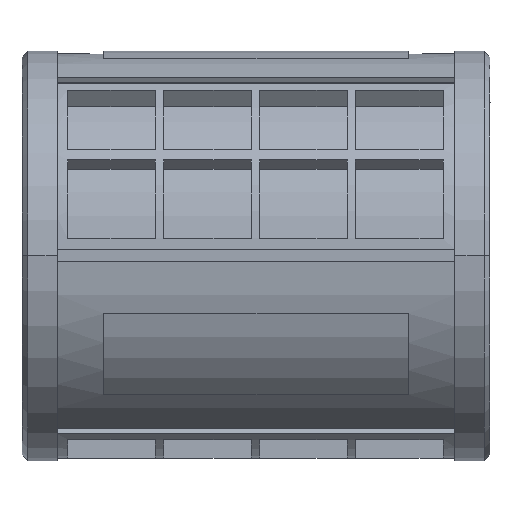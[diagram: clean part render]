
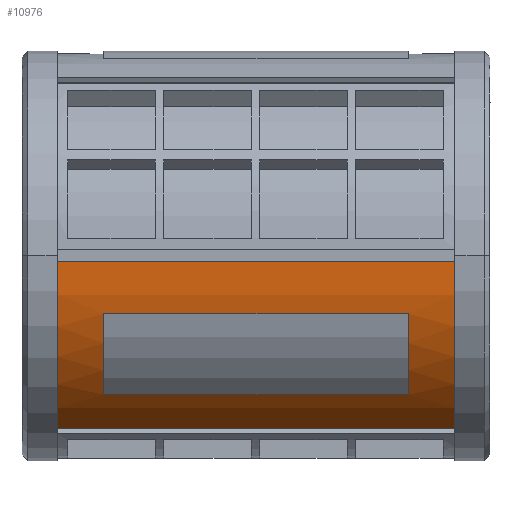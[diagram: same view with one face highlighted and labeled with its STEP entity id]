
A CAD part, top view. The second image highlights one B-rep face of the part: STEP entity #10976.
In plain terms, the highlighted cylindrical face has radius 17.3 mm (diameter 34.6 mm), a partial arc.
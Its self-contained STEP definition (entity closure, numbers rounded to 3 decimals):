
#157 = CARTESIAN_POINT ( 'NONE',  ( -17., 0., 0. ) ) ;
#442 = EDGE_CURVE ( 'NONE', #13156, #10824, #1707, .T. ) ;
#779 = EDGE_CURVE ( 'NONE', #7381, #4424, #8842, .T. ) ;
#792 = LINE ( 'NONE', #11645, #28118 ) ;
#1707 = CIRCLE ( 'NONE', #17360, 17.3 ) ;
#2549 = AXIS2_PLACEMENT_3D ( 'NONE', #7638, #24857, #7349 ) ;
#3234 = CARTESIAN_POINT ( 'NONE',  ( -17., -14.726, 9.079 ) ) ;
#3931 = CARTESIAN_POINT ( 'NONE',  ( -13., -4.952, 16.576 ) ) ;
#4424 = VERTEX_POINT ( 'NONE', #11864 ) ;
#4456 = CIRCLE ( 'NONE', #19792, 17.3 ) ;
#4517 = CARTESIAN_POINT ( 'NONE',  ( -13., -11.88, 12.576 ) ) ;
#4669 = FACE_OUTER_BOUND ( 'NONE', #17401, .T. ) ;
#5191 = DIRECTION ( 'NONE',  ( -1., 0., 0. ) ) ;
#5569 = LINE ( 'NONE', #13409, #15467 ) ;
#6505 = EDGE_CURVE ( 'NONE', #13156, #8922, #19621, .T. ) ;
#6564 = DIRECTION ( 'NONE',  ( -1., 0., 0. ) ) ;
#7349 = DIRECTION ( 'NONE',  ( 0., 0., 1. ) ) ;
#7381 = VERTEX_POINT ( 'NONE', #3234 ) ;
#7638 = CARTESIAN_POINT ( 'NONE',  ( -25.767, 0., 0. ) ) ;
#7742 = DIRECTION ( 'NONE',  ( -1., 0., 0. ) ) ;
#7820 = CARTESIAN_POINT ( 'NONE',  ( -13., 0., 0. ) ) ;
#8244 = AXIS2_PLACEMENT_3D ( 'NONE', #157, #6564, #21736 ) ;
#8613 = CARTESIAN_POINT ( 'NONE',  ( 13., -4.952, 16.576 ) ) ;
#8842 = CIRCLE ( 'NONE', #8244, 17.3 ) ;
#8922 = VERTEX_POINT ( 'NONE', #4517 ) ;
#9096 = VERTEX_POINT ( 'NONE', #10216 ) ;
#10179 = AXIS2_PLACEMENT_3D ( 'NONE', #27525, #7742, #10321 ) ;
#10216 = CARTESIAN_POINT ( 'NONE',  ( 17., -14.726, 9.079 ) ) ;
#10321 = DIRECTION ( 'NONE',  ( 0., 0., 1. ) ) ;
#10474 = ORIENTED_EDGE ( 'NONE', *, *, #17977, .T. ) ;
#10704 = ORIENTED_EDGE ( 'NONE', *, *, #779, .F. ) ;
#10824 = VERTEX_POINT ( 'NONE', #8613 ) ;
#10976 = ADVANCED_FACE ( 'NONE', ( #19371, #4669 ), #22136, .T. ) ;
#10993 = DIRECTION ( 'NONE',  ( -1., 0., 0. ) ) ;
#11645 = CARTESIAN_POINT ( 'NONE',  ( -25.767, -0.5, 17.293 ) ) ;
#11864 = CARTESIAN_POINT ( 'NONE',  ( -17., -0.5, 17.293 ) ) ;
#12818 = CARTESIAN_POINT ( 'NONE',  ( -25.767, -14.726, 9.079 ) ) ;
#13131 = DIRECTION ( 'NONE',  ( -1., 0., 0. ) ) ;
#13156 = VERTEX_POINT ( 'NONE', #20776 ) ;
#13409 = CARTESIAN_POINT ( 'NONE',  ( 13., -4.952, 16.576 ) ) ;
#14755 = ORIENTED_EDGE ( 'NONE', *, *, #27631, .F. ) ;
#14870 = ORIENTED_EDGE ( 'NONE', *, *, #6505, .T. ) ;
#15467 = VECTOR ( 'NONE', #13131, 1000. ) ;
#17360 = AXIS2_PLACEMENT_3D ( 'NONE', #19311, #10993, #24787 ) ;
#17401 = EDGE_LOOP ( 'NONE', ( #14755, #10704, #25981, #10474 ) ) ;
#17977 = EDGE_CURVE ( 'NONE', #9096, #26766, #20294, .T. ) ;
#18178 = CARTESIAN_POINT ( 'NONE',  ( 13., -11.88, 12.576 ) ) ;
#18262 = VECTOR ( 'NONE', #5191, 1000. ) ;
#18359 = ORIENTED_EDGE ( 'NONE', *, *, #24146, .T. ) ;
#18420 = DIRECTION ( 'NONE',  ( 0., 0., 1. ) ) ;
#19311 = CARTESIAN_POINT ( 'NONE',  ( 13., 0., 0. ) ) ;
#19371 = FACE_BOUND ( 'NONE', #22592, .T. ) ;
#19394 = DIRECTION ( 'NONE',  ( -1., 0., 0. ) ) ;
#19621 = LINE ( 'NONE', #18178, #18262 ) ;
#19792 = AXIS2_PLACEMENT_3D ( 'NONE', #7820, #22811, #18420 ) ;
#20294 = CIRCLE ( 'NONE', #10179, 17.3 ) ;
#20556 = CARTESIAN_POINT ( 'NONE',  ( 17., -0.5, 17.293 ) ) ;
#20743 = LINE ( 'NONE', #12818, #22808 ) ;
#20776 = CARTESIAN_POINT ( 'NONE',  ( 13., -11.88, 12.576 ) ) ;
#21736 = DIRECTION ( 'NONE',  ( 0., 0., 1. ) ) ;
#22136 = CYLINDRICAL_SURFACE ( 'NONE', #2549, 17.3 ) ;
#22339 = ORIENTED_EDGE ( 'NONE', *, *, #442, .F. ) ;
#22592 = EDGE_LOOP ( 'NONE', ( #22339, #14870, #18359, #27349 ) ) ;
#22808 = VECTOR ( 'NONE', #19394, 1000. ) ;
#22811 = DIRECTION ( 'NONE',  ( -1., 0., 0. ) ) ;
#23215 = VERTEX_POINT ( 'NONE', #3931 ) ;
#24146 = EDGE_CURVE ( 'NONE', #8922, #23215, #4456, .T. ) ;
#24787 = DIRECTION ( 'NONE',  ( 0., 0., 1. ) ) ;
#24830 = DIRECTION ( 'NONE',  ( 1., 0., 0. ) ) ;
#24857 = DIRECTION ( 'NONE',  ( -1., 0., 0. ) ) ;
#25981 = ORIENTED_EDGE ( 'NONE', *, *, #27034, .F. ) ;
#26766 = VERTEX_POINT ( 'NONE', #20556 ) ;
#27034 = EDGE_CURVE ( 'NONE', #9096, #7381, #20743, .T. ) ;
#27349 = ORIENTED_EDGE ( 'NONE', *, *, #27909, .F. ) ;
#27525 = CARTESIAN_POINT ( 'NONE',  ( 17., 0., 0. ) ) ;
#27631 = EDGE_CURVE ( 'NONE', #4424, #26766, #792, .T. ) ;
#27909 = EDGE_CURVE ( 'NONE', #10824, #23215, #5569, .T. ) ;
#28118 = VECTOR ( 'NONE', #24830, 1000. ) ;
